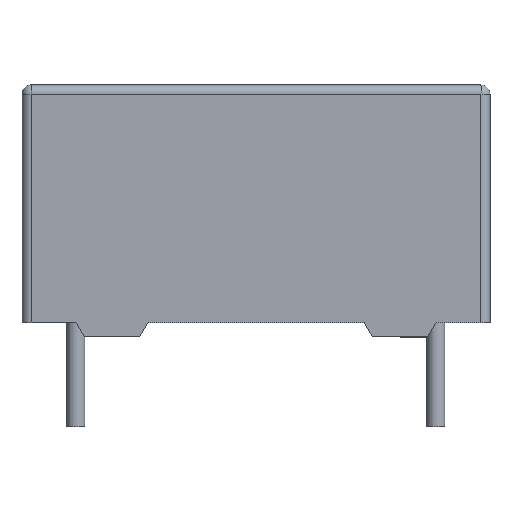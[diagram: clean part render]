
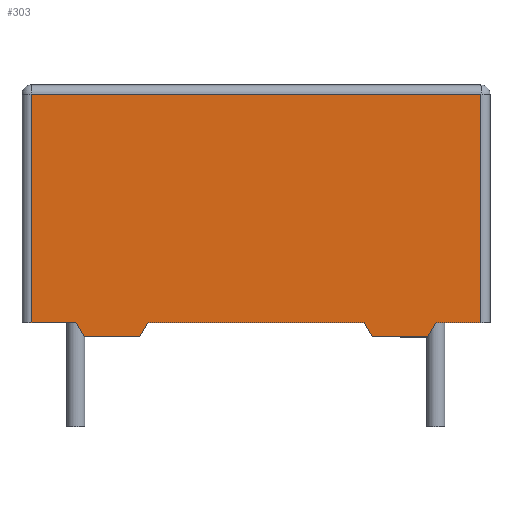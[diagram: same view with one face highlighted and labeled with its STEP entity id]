
A CAD part, front view. The second image highlights one B-rep face of the part: STEP entity #303.
In plain terms, the highlighted planar face has unit normal (0, -1, 0).
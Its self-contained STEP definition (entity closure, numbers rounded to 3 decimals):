
#303=ADVANCED_FACE('',(#748),#750,.T.);
#748=FACE_BOUND('',#749,.T.);
#749=EDGE_LOOP('',(#2046,#2047,#2048,#2049,#2050,#2051,#2052,#2053,#2054,#2055,#2056,
#2057));
#750=PLANE('',#751);
#751=AXIS2_PLACEMENT_3D('',#752,#753,#754);
#752=CARTESIAN_POINT('',(-1.5,-2.,0.));
#753=DIRECTION('',(0.,-1.,0.));
#754=DIRECTION('',(1.,0.,0.));
#2046=ORIENTED_EDGE('',*,*,#2154,.T.);
#2047=ORIENTED_EDGE('',*,*,#2211,.T.);
#2048=ORIENTED_EDGE('',*,*,#2162,.T.);
#2049=ORIENTED_EDGE('',*,*,#2169,.T.);
#2050=ORIENTED_EDGE('',*,*,#2175,.T.);
#2051=ORIENTED_EDGE('',*,*,#2207,.T.);
#2052=ORIENTED_EDGE('',*,*,#2182,.T.);
#2053=ORIENTED_EDGE('',*,*,#2192,.T.);
#2054=ORIENTED_EDGE('',*,*,#2231,.T.);
#2055=ORIENTED_EDGE('',*,*,#2232,.F.);
#2056=ORIENTED_EDGE('',*,*,#2233,.F.);
#2057=ORIENTED_EDGE('',*,*,#2199,.T.);
#2154=EDGE_CURVE('',#2282,#2280,#2283,.F.);
#2162=EDGE_CURVE('',#2298,#2296,#2299,.F.);
#2169=EDGE_CURVE('',#2296,#2308,#2310,.F.);
#2175=EDGE_CURVE('',#2308,#2318,#2320,.F.);
#2182=EDGE_CURVE('',#2334,#2332,#2335,.F.);
#2192=EDGE_CURVE('',#2332,#2351,#2353,.F.);
#2199=EDGE_CURVE('',#2364,#2282,#2365,.F.);
#2207=EDGE_CURVE('',#2318,#2334,#2376,.T.);
#2211=EDGE_CURVE('',#2280,#2298,#2380,.T.);
#2231=EDGE_CURVE('',#2351,#2410,#2411,.T.);
#2232=EDGE_CURVE('',#2412,#2410,#2413,.T.);
#2233=EDGE_CURVE('',#2364,#2412,#2414,.T.);
#2280=VERTEX_POINT('',#2485);
#2282=VERTEX_POINT('',#2489);
#2283=LINE('',#2490,#2491);
#2296=VERTEX_POINT('',#2517);
#2298=VERTEX_POINT('',#2521);
#2299=LINE('',#2522,#2523);
#2308=VERTEX_POINT('',#2543);
#2310=LINE('',#2547,#2548);
#2318=VERTEX_POINT('',#2565);
#2320=LINE('',#2569,#2570);
#2332=VERTEX_POINT('',#2593);
#2334=VERTEX_POINT('',#2597);
#2335=LINE('',#2598,#2599);
#2351=VERTEX_POINT('',#2635);
#2353=LINE('',#2640,#2641);
#2364=VERTEX_POINT('',#2667);
#2365=LINE('',#2668,#2669);
#2376=LINE('',#2697,#2698);
#2380=LINE('',#2709,#2710);
#2410=VERTEX_POINT('',#2783);
#2411=LINE('',#2784,#2785);
#2412=VERTEX_POINT('',#2787);
#2413=LINE('',#2788,#2789);
#2414=LINE('',#2791,#2792);
#2485=CARTESIAN_POINT('',(0.231,-2.,0.));
#2489=CARTESIAN_POINT('',(0.,-2.,0.4));
#2490=CARTESIAN_POINT('',(0.231,-2.,0.));
#2491=VECTOR('',#2492,1.);
#2492=DIRECTION('',(-0.5,0.,0.866));
#2517=CARTESIAN_POINT('',(2.,-2.,0.4));
#2521=CARTESIAN_POINT('',(1.769,-2.,0.));
#2522=CARTESIAN_POINT('',(2.,-2.,0.4));
#2523=VECTOR('',#2524,1.);
#2524=DIRECTION('',(-0.5,0.,-0.866));
#2543=CARTESIAN_POINT('',(8.,-2.,0.4));
#2547=CARTESIAN_POINT('',(8.,-2.,0.4));
#2548=VECTOR('',#2549,1.);
#2549=DIRECTION('',(-1.,0.,0.));
#2565=CARTESIAN_POINT('',(8.231,-2.,0.));
#2569=CARTESIAN_POINT('',(8.231,-2.,0.));
#2570=VECTOR('',#2571,1.);
#2571=DIRECTION('',(-0.5,0.,0.866));
#2593=CARTESIAN_POINT('',(10.,-2.,0.4));
#2597=CARTESIAN_POINT('',(9.769,-2.,0.));
#2598=CARTESIAN_POINT('',(10.,-2.,0.4));
#2599=VECTOR('',#2600,1.);
#2600=DIRECTION('',(-0.5,0.,-0.866));
#2635=CARTESIAN_POINT('',(11.25,-2.,0.4));
#2640=CARTESIAN_POINT('',(11.25,-2.,0.4));
#2641=VECTOR('',#2642,1.);
#2642=DIRECTION('',(-1.,0.,0.));
#2667=CARTESIAN_POINT('',(-1.25,-2.,0.4));
#2668=CARTESIAN_POINT('',(0.,-2.,0.4));
#2669=VECTOR('',#2670,1.);
#2670=DIRECTION('',(-1.,0.,0.));
#2697=CARTESIAN_POINT('',(8.231,-2.,0.));
#2698=VECTOR('',#2699,1.);
#2699=DIRECTION('',(1.,0.,0.));
#2709=CARTESIAN_POINT('',(0.231,-2.,0.));
#2710=VECTOR('',#2711,1.);
#2711=DIRECTION('',(1.,0.,0.));
#2783=CARTESIAN_POINT('',(11.25,-2.,6.75));
#2784=CARTESIAN_POINT('',(11.25,-2.,0.4));
#2785=VECTOR('',#2786,1.);
#2786=DIRECTION('',(0.,0.,1.));
#2787=CARTESIAN_POINT('',(-1.25,-2.,6.75));
#2788=CARTESIAN_POINT('',(-1.25,-2.,6.75));
#2789=VECTOR('',#2790,1.);
#2790=DIRECTION('',(1.,0.,0.));
#2791=CARTESIAN_POINT('',(-1.25,-2.,0.4));
#2792=VECTOR('',#2793,1.);
#2793=DIRECTION('',(0.,0.,1.));
